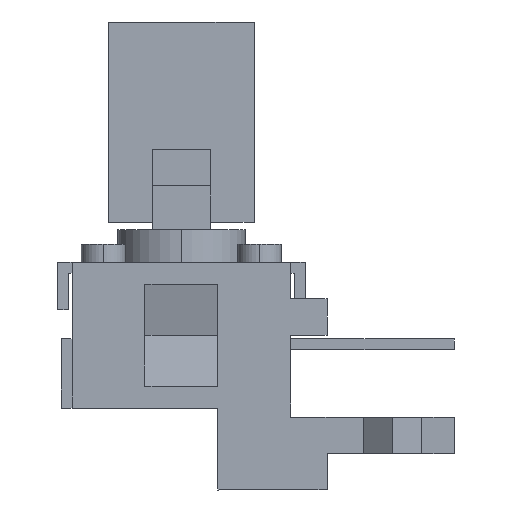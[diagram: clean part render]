
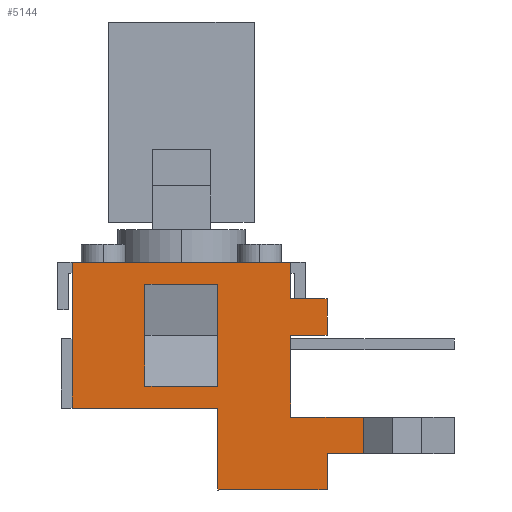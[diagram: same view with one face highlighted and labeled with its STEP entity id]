
A CAD part, left-side view. The second image highlights one B-rep face of the part: STEP entity #5144.
In plain terms, the highlighted planar face has unit normal (-1, 0, 0).
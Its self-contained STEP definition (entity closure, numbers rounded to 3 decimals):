
#17 = EDGE_LOOP ( 'NONE', ( #1988, #4968, #437, #5011, #5259, #4664, #5244, #603, #4948, #3415, #668, #4783, #87, #4495 ) ) ;
#21 = VERTEX_POINT ( 'NONE', #838 ) ;
#22 = EDGE_CURVE ( 'NONE', #21, #582, #839, .T. ) ;
#31 = VERTEX_POINT ( 'NONE', #858 ) ;
#87 = ORIENTED_EDGE ( 'NONE', *, *, #223, .F. ) ;
#112 = EDGE_CURVE ( 'NONE', #791, #4720, #1000, .T. ) ;
#143 = EDGE_CURVE ( 'NONE', #31, #4462, #1049, .T. ) ;
#144 = EDGE_CURVE ( 'NONE', #791, #436, #1053, .T. ) ;
#214 = ORIENTED_EDGE ( 'NONE', *, *, #2499, .T. ) ;
#223 = EDGE_CURVE ( 'NONE', #4997, #31, #1211, .T. ) ;
#265 = EDGE_CURVE ( 'NONE', #4649, #4536, #1298, .T. ) ;
#268 = VERTEX_POINT ( 'NONE', #1303 ) ;
#273 = EDGE_CURVE ( 'NONE', #4865, #268, #1305, .T. ) ;
#279 = VERTEX_POINT ( 'NONE', #1332 ) ;
#398 = VERTEX_POINT ( 'NONE', #1610 ) ;
#413 = EDGE_CURVE ( 'NONE', #4088, #4997, #1624, .T. ) ;
#436 = VERTEX_POINT ( 'NONE', #1673 ) ;
#437 = ORIENTED_EDGE ( 'NONE', *, *, #4680, .F. ) ;
#439 = ORIENTED_EDGE ( 'NONE', *, *, #5006, .T. ) ;
#528 = EDGE_CURVE ( 'NONE', #2430, #279, #1987, .T. ) ;
#582 = VERTEX_POINT ( 'NONE', #2209 ) ;
#603 = ORIENTED_EDGE ( 'NONE', *, *, #5200, .T. ) ;
#648 = EDGE_CURVE ( 'NONE', #5007, #21, #2485, .T. ) ;
#668 = ORIENTED_EDGE ( 'NONE', *, *, #797, .F. ) ;
#791 = VERTEX_POINT ( 'NONE', #3727 ) ;
#797 = EDGE_CURVE ( 'NONE', #4462, #2430, #3748, .T. ) ;
#838 = CARTESIAN_POINT ( 'NONE',  ( -5.9, 3., 1.65 ) ) ;
#839 = LINE ( 'NONE', #840, #841 ) ;
#840 = CARTESIAN_POINT ( 'NONE',  ( -5.9, 3., 1.65 ) ) ;
#841 = VECTOR ( 'NONE', #842, 1000. ) ;
#842 = DIRECTION ( 'NONE',  ( 0., 1., 0. ) ) ;
#858 = CARTESIAN_POINT ( 'NONE',  ( -5.9, 0., 1.25 ) ) ;
#893 = CARTESIAN_POINT ( 'NONE',  ( -5.9, 0., 0.25 ) ) ;
#1000 = LINE ( 'NONE', #1001, #1002 ) ;
#1001 = CARTESIAN_POINT ( 'NONE',  ( -5.9, 0., -3. ) ) ;
#1002 = VECTOR ( 'NONE', #1003, 1000. ) ;
#1003 = DIRECTION ( 'NONE',  ( 0., -1., 0. ) ) ;
#1049 = LINE ( 'NONE', #1050, #1051 ) ;
#1050 = CARTESIAN_POINT ( 'NONE',  ( -5.9, 0., 1.25 ) ) ;
#1051 = VECTOR ( 'NONE', #1052, 1000. ) ;
#1052 = DIRECTION ( 'NONE',  ( 0., 0., -1. ) ) ;
#1053 = LINE ( 'NONE', #1054, #1055 ) ;
#1054 = CARTESIAN_POINT ( 'NONE',  ( -5.9, 0., -2. ) ) ;
#1055 = VECTOR ( 'NONE', #1056, 1000. ) ;
#1056 = DIRECTION ( 'NONE',  ( 0., 0., -1. ) ) ;
#1211 = LINE ( 'NONE', #1212, #1213 ) ;
#1212 = CARTESIAN_POINT ( 'NONE',  ( -5.9, 1., 1.25 ) ) ;
#1213 = VECTOR ( 'NONE', #1214, 1000. ) ;
#1214 = DIRECTION ( 'NONE',  ( 0., -1., 0. ) ) ;
#1298 = LINE ( 'NONE', #1299, #1300 ) ;
#1299 = CARTESIAN_POINT ( 'NONE',  ( -5.9, 3., -1.75 ) ) ;
#1300 = VECTOR ( 'NONE', #1301, 1000. ) ;
#1301 = DIRECTION ( 'NONE',  ( 0., 0., 1. ) ) ;
#1303 = CARTESIAN_POINT ( 'NONE',  ( -5.9, 7., 2.25 ) ) ;
#1305 = LINE ( 'NONE', #1306, #1307 ) ;
#1306 = CARTESIAN_POINT ( 'NONE',  ( -5.9, 7., 2.25 ) ) ;
#1307 = VECTOR ( 'NONE', #1308, 1000. ) ;
#1308 = DIRECTION ( 'NONE',  ( 0., 0., 1. ) ) ;
#1332 = CARTESIAN_POINT ( 'NONE',  ( -5.9, 1., -2. ) ) ;
#1573 = CARTESIAN_POINT ( 'NONE',  ( -5.9, 3., -1.75 ) ) ;
#1610 = CARTESIAN_POINT ( 'NONE',  ( -5.9, 5., -1.15 ) ) ;
#1624 = LINE ( 'NONE', #1626, #1627 ) ;
#1626 = CARTESIAN_POINT ( 'NONE',  ( -5.9, 1., 2.25 ) ) ;
#1627 = VECTOR ( 'NONE', #1628, 1000. ) ;
#1628 = DIRECTION ( 'NONE',  ( 0., 0., -1. ) ) ;
#1673 = CARTESIAN_POINT ( 'NONE',  ( -5.9, 0., -4. ) ) ;
#1987 = LINE ( 'NONE', #1989, #1990 ) ;
#1988 = ORIENTED_EDGE ( 'NONE', *, *, #4965, .F. ) ;
#1989 = CARTESIAN_POINT ( 'NONE',  ( -5.9, 1., 0.25 ) ) ;
#1990 = VECTOR ( 'NONE', #1991, 1000. ) ;
#1991 = DIRECTION ( 'NONE',  ( 0., 0., -1. ) ) ;
#2209 = CARTESIAN_POINT ( 'NONE',  ( -5.9, 5., 1.65 ) ) ;
#2217 = CARTESIAN_POINT ( 'NONE',  ( -5.9, 1., 0.25 ) ) ;
#2233 = CARTESIAN_POINT ( 'NONE',  ( -5.9, 3., -4. ) ) ;
#2253 = LINE ( 'NONE', #2254, #2255 ) ;
#2254 = CARTESIAN_POINT ( 'NONE',  ( -5.9, 5., -1.15 ) ) ;
#2255 = VECTOR ( 'NONE', #2256, 1000. ) ;
#2256 = DIRECTION ( 'NONE',  ( 0., 0., 1. ) ) ;
#2319 = LINE ( 'NONE', #2320, #2321 ) ;
#2320 = CARTESIAN_POINT ( 'NONE',  ( -5.9, 1., 2.25 ) ) ;
#2321 = VECTOR ( 'NONE', #2322, 1000. ) ;
#2322 = DIRECTION ( 'NONE',  ( 0., -1., 0. ) ) ;
#2430 = VERTEX_POINT ( 'NONE', #2217 ) ;
#2485 = LINE ( 'NONE', #2486, #2487 ) ;
#2486 = CARTESIAN_POINT ( 'NONE',  ( -5.9, 3., -1.15 ) ) ;
#2487 = VECTOR ( 'NONE', #2488, 1000. ) ;
#2488 = DIRECTION ( 'NONE',  ( 0., 0., 1. ) ) ;
#2499 = EDGE_CURVE ( 'NONE', #398, #582, #2253, .T. ) ;
#2575 = CARTESIAN_POINT ( 'NONE',  ( -5.9, -1., -2. ) ) ;
#2581 = CARTESIAN_POINT ( 'NONE',  ( -5.9, 1., 1.25 ) ) ;
#2582 = LINE ( 'NONE', #2583, #2584 ) ;
#2583 = CARTESIAN_POINT ( 'NONE',  ( -5.9, 7., -1.75 ) ) ;
#2584 = VECTOR ( 'NONE', #2585, 1000. ) ;
#2585 = DIRECTION ( 'NONE',  ( 0., 1., 0. ) ) ;
#2644 = LINE ( 'NONE', #2645, #2646 ) ;
#2645 = CARTESIAN_POINT ( 'NONE',  ( -5.9, 3., -1.15 ) ) ;
#2646 = VECTOR ( 'NONE', #2653, 1000. ) ;
#2653 = DIRECTION ( 'NONE',  ( 0., 1., 0. ) ) ;
#2654 = CARTESIAN_POINT ( 'NONE',  ( -5.9, 3., -1.15 ) ) ;
#2723 = LINE ( 'NONE', #2724, #2729 ) ;
#2724 = CARTESIAN_POINT ( 'NONE',  ( -5.9, 1., -2. ) ) ;
#2729 = VECTOR ( 'NONE', #2730, 1000. ) ;
#2730 = DIRECTION ( 'NONE',  ( 0., -1., 0. ) ) ;
#2901 = CARTESIAN_POINT ( 'NONE',  ( -5.9, -1., -3. ) ) ;
#3228 = FACE_BOUND ( 'NONE', #4627, .T. ) ;
#3229 = FACE_OUTER_BOUND ( 'NONE', #17, .T. ) ;
#3230 = PLANE ( 'NONE',  #3231 ) ;
#3231 = AXIS2_PLACEMENT_3D ( 'NONE', #3232, #3236, #3237 ) ;
#3232 = CARTESIAN_POINT ( 'NONE',  ( -5.9, 3., 2.25 ) ) ;
#3236 = DIRECTION ( 'NONE',  ( -1., 0., 0. ) ) ;
#3237 = DIRECTION ( 'NONE',  ( 0., 0., 1. ) ) ;
#3384 = LINE ( 'NONE', #3385, #3386 ) ;
#3385 = CARTESIAN_POINT ( 'NONE',  ( -5.9, -1., -3. ) ) ;
#3386 = VECTOR ( 'NONE', #3387, 1000. ) ;
#3387 = DIRECTION ( 'NONE',  ( 0., 0., 1. ) ) ;
#3415 = ORIENTED_EDGE ( 'NONE', *, *, #528, .F. ) ;
#3487 = CARTESIAN_POINT ( 'NONE',  ( -5.9, 1., 2.25 ) ) ;
#3566 = LINE ( 'NONE', #3567, #3568 ) ;
#3567 = CARTESIAN_POINT ( 'NONE',  ( -5.9, 3., -4. ) ) ;
#3568 = VECTOR ( 'NONE', #3571, 1000. ) ;
#3571 = DIRECTION ( 'NONE',  ( 0., 1., 0. ) ) ;
#3727 = CARTESIAN_POINT ( 'NONE',  ( -5.9, 0., -3. ) ) ;
#3748 = LINE ( 'NONE', #3749, #3750 ) ;
#3749 = CARTESIAN_POINT ( 'NONE',  ( -5.9, 0., 0.25 ) ) ;
#3750 = VECTOR ( 'NONE', #3751, 1000. ) ;
#3751 = DIRECTION ( 'NONE',  ( 0., 1., 0. ) ) ;
#3872 = CARTESIAN_POINT ( 'NONE',  ( -5.9, 7., -1.75 ) ) ;
#4088 = VERTEX_POINT ( 'NONE', #3487 ) ;
#4125 = ORIENTED_EDGE ( 'NONE', *, *, #22, .F. ) ;
#4462 = VERTEX_POINT ( 'NONE', #893 ) ;
#4495 = ORIENTED_EDGE ( 'NONE', *, *, #413, .F. ) ;
#4536 = VERTEX_POINT ( 'NONE', #1573 ) ;
#4627 = EDGE_LOOP ( 'NONE', ( #4646, #439, #214, #4125 ) ) ;
#4646 = ORIENTED_EDGE ( 'NONE', *, *, #648, .F. ) ;
#4649 = VERTEX_POINT ( 'NONE', #2233 ) ;
#4664 = ORIENTED_EDGE ( 'NONE', *, *, #144, .F. ) ;
#4678 = VERTEX_POINT ( 'NONE', #2575 ) ;
#4680 = EDGE_CURVE ( 'NONE', #4536, #4865, #2582, .T. ) ;
#4698 = EDGE_CURVE ( 'NONE', #279, #4678, #2723, .T. ) ;
#4720 = VERTEX_POINT ( 'NONE', #2901 ) ;
#4783 = ORIENTED_EDGE ( 'NONE', *, *, #143, .F. ) ;
#4865 = VERTEX_POINT ( 'NONE', #3872 ) ;
#4948 = ORIENTED_EDGE ( 'NONE', *, *, #4698, .F. ) ;
#4965 = EDGE_CURVE ( 'NONE', #268, #4088, #2319, .T. ) ;
#4968 = ORIENTED_EDGE ( 'NONE', *, *, #273, .F. ) ;
#4997 = VERTEX_POINT ( 'NONE', #2581 ) ;
#5006 = EDGE_CURVE ( 'NONE', #5007, #398, #2644, .T. ) ;
#5007 = VERTEX_POINT ( 'NONE', #2654 ) ;
#5011 = ORIENTED_EDGE ( 'NONE', *, *, #265, .F. ) ;
#5144 = ADVANCED_FACE ( 'NONE', ( #3228, #3229 ), #3230, .T. ) ;
#5200 = EDGE_CURVE ( 'NONE', #4720, #4678, #3384, .T. ) ;
#5244 = ORIENTED_EDGE ( 'NONE', *, *, #112, .T. ) ;
#5259 = ORIENTED_EDGE ( 'NONE', *, *, #5262, .F. ) ;
#5262 = EDGE_CURVE ( 'NONE', #436, #4649, #3566, .T. ) ;
